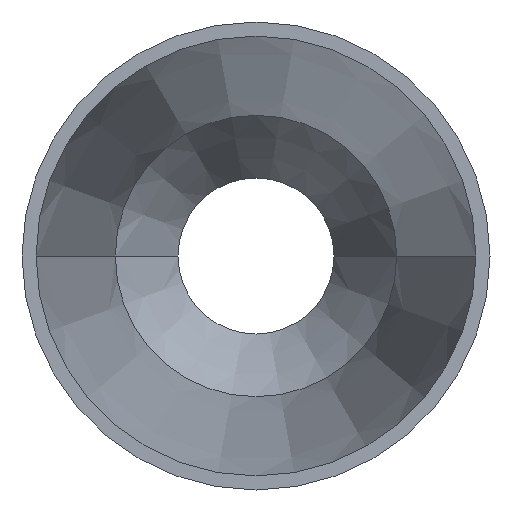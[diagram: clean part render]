
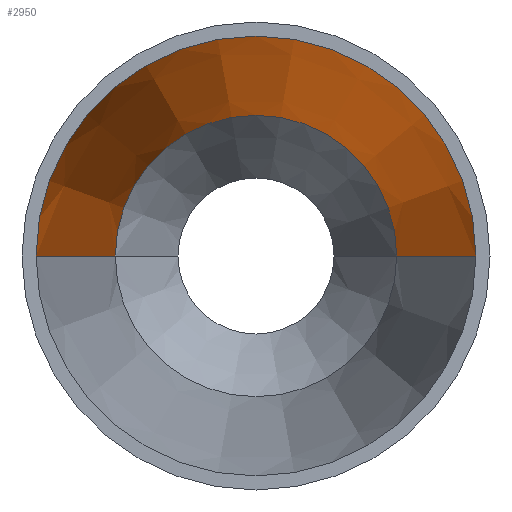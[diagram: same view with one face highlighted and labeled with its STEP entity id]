
A CAD part, front view. The second image highlights one B-rep face of the part: STEP entity #2950.
In plain terms, the highlighted conical face has half-angle 7.34 degrees and reference radius 1.7 mm.
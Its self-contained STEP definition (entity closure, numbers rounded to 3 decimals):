
#1040=CARTESIAN_POINT('',(0.,-7.03,0.));
#1050=DIRECTION('',(0.,-1.,0.));
#1060=DIRECTION('',(-1.,0.,0.));
#1070=AXIS2_PLACEMENT_3D('',#1040,#1050,#1060);
#1080=CIRCLE('',#1070,1.833);
#1090=CARTESIAN_POINT('',(-1.833,-7.03,0.));
#1100=VERTEX_POINT('',#1090);
#1110=CARTESIAN_POINT('',(1.833,-7.03,0.))
;
#1120=VERTEX_POINT('',#1110);
#1150=EDGE_CURVE('',#1120,#1100,#1080,.T.);
#2420=CARTESIAN_POINT('',(-1.173,-1.905,0.));
#2430=VERTEX_POINT('',#2420);
#2520=CARTESIAN_POINT('',(1.173,-1.905,
0.));
#2530=VERTEX_POINT('',#2520);
#2560=CARTESIAN_POINT('',(0.,-1.905,0.));
#2570=DIRECTION('',(0.,-1.,0.));
#2580=DIRECTION('',(-1.,0.,0.));
#2590=AXIS2_PLACEMENT_3D('',#2560,#2570,#2580);
#2600=CIRCLE('',#2590,1.173);
#2730=CARTESIAN_POINT('',(0.,-6.,0.));
#2740=DIRECTION('',(0.,-1.,0.));
#2750=DIRECTION('',(-1.,0.,0.));
#2760=AXIS2_PLACEMENT_3D('',#2730,#2740,#2750);
#2770=CONICAL_SURFACE('',#2760,1.7,0.128);
#2780=CARTESIAN_POINT('',(1.7,-6.,0.));
#2790=DIRECTION('',(0.128,-0.992,
0.));
#2800=VECTOR('',#2790,13.306);
#2810=LINE('',#2780,#2800);
#2820=EDGE_CURVE('',#2530,#1120,#2810,.T.);
#2830=ORIENTED_EDGE('',*,*,#2820,.T.);
#2840=EDGE_CURVE('',#2530,#2430,#2600,.T.);
#2850=ORIENTED_EDGE('',*,*,#2840,.F.);
#2860=CARTESIAN_POINT('',(-1.7,-6.,0.));
#2870=DIRECTION('',(-0.128,-0.992,0.));
#2880=VECTOR('',#2870,13.306);
#2890=LINE('',#2860,#2880);
#2900=EDGE_CURVE('',#2430,#1100,#2890,.T.);
#2910=ORIENTED_EDGE('',*,*,#2900,.F.);
#2920=ORIENTED_EDGE('',*,*,#1150,.T.);
#2930=EDGE_LOOP('',(#2920,#2910,#2850,#2830));
#2940=FACE_OUTER_BOUND('',#2930,.T.);
#2950=ADVANCED_FACE('',(#2940),#2770,.F.);
